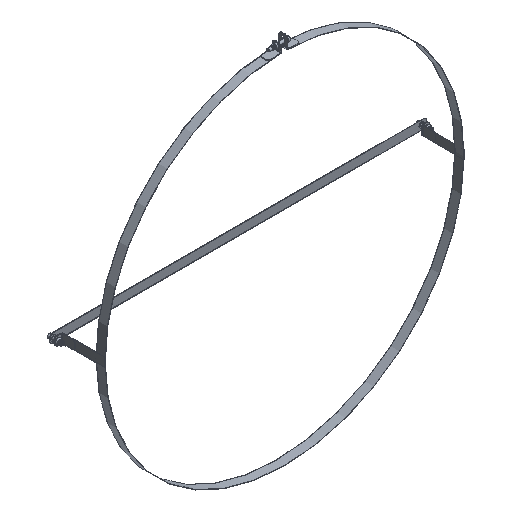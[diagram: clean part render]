
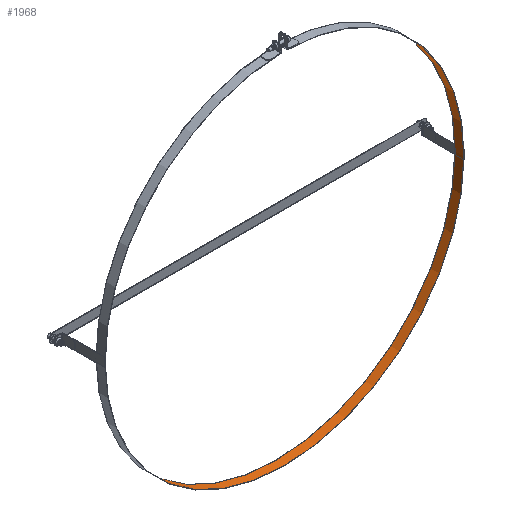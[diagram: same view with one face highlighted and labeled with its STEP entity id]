
A CAD part, isometric view. The second image highlights one B-rep face of the part: STEP entity #1968.
In plain terms, the highlighted cylindrical face has radius 401 mm (diameter 802 mm), a partial arc.
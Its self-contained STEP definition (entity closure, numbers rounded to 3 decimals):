
#208=CYLINDRICAL_SURFACE('',#2222,401.);
#261=FACE_OUTER_BOUND('',#398,.T.);
#398=EDGE_LOOP('',(#1396,#1397,#1398,#1399));
#596=LINE('',#3169,#724);
#600=LINE('',#3180,#728);
#724=VECTOR('',#2499,10.);
#728=VECTOR('',#2511,10.);
#850=CIRCLE('',#2215,401.);
#852=CIRCLE('',#2219,401.);
#956=VERTEX_POINT('',#3159);
#957=VERTEX_POINT('',#3160);
#960=VERTEX_POINT('',#3168);
#962=VERTEX_POINT('',#3174);
#1134=EDGE_CURVE('',#956,#957,#850,.T.);
#1138=EDGE_CURVE('',#957,#960,#596,.T.);
#1141=EDGE_CURVE('',#960,#962,#852,.T.);
#1144=EDGE_CURVE('',#962,#956,#600,.T.);
#1396=ORIENTED_EDGE('',*,*,#1134,.F.);
#1397=ORIENTED_EDGE('',*,*,#1144,.F.);
#1398=ORIENTED_EDGE('',*,*,#1141,.F.);
#1399=ORIENTED_EDGE('',*,*,#1138,.F.);
#1968=ADVANCED_FACE('',(#261),#208,.F.);
#2215=AXIS2_PLACEMENT_3D('',#3161,#2491,#2492);
#2219=AXIS2_PLACEMENT_3D('',#3175,#2504,#2505);
#2222=AXIS2_PLACEMENT_3D('',#3182,#2513,#2514);
#2491=DIRECTION('center_axis',(0.,-1.,0.));
#2492=DIRECTION('ref_axis',(-1.,0.,-0.015));
#2499=DIRECTION('',(0.,-1.,0.));
#2504=DIRECTION('center_axis',(0.,1.,0.));
#2505=DIRECTION('ref_axis',(-1.,0.,0.015));
#2511=DIRECTION('',(0.,1.,0.));
#2513=DIRECTION('center_axis',(0.,1.,0.));
#2514=DIRECTION('ref_axis',(-1.,0.,0.015));
#3159=CARTESIAN_POINT('',(-400.955,10.,-6.));
#3160=CARTESIAN_POINT('',(-400.955,10.,6.));
#3161=CARTESIAN_POINT('Origin',(0.,10.,0.));
#3168=CARTESIAN_POINT('',(-400.955,-10.,6.));
#3169=CARTESIAN_POINT('',(-400.955,-10.,6.));
#3174=CARTESIAN_POINT('',(-400.955,-10.,-6.));
#3175=CARTESIAN_POINT('Origin',(0.,-10.,0.));
#3180=CARTESIAN_POINT('',(-400.955,-10.,-6.));
#3182=CARTESIAN_POINT('Origin',(0.,0.,0.));
